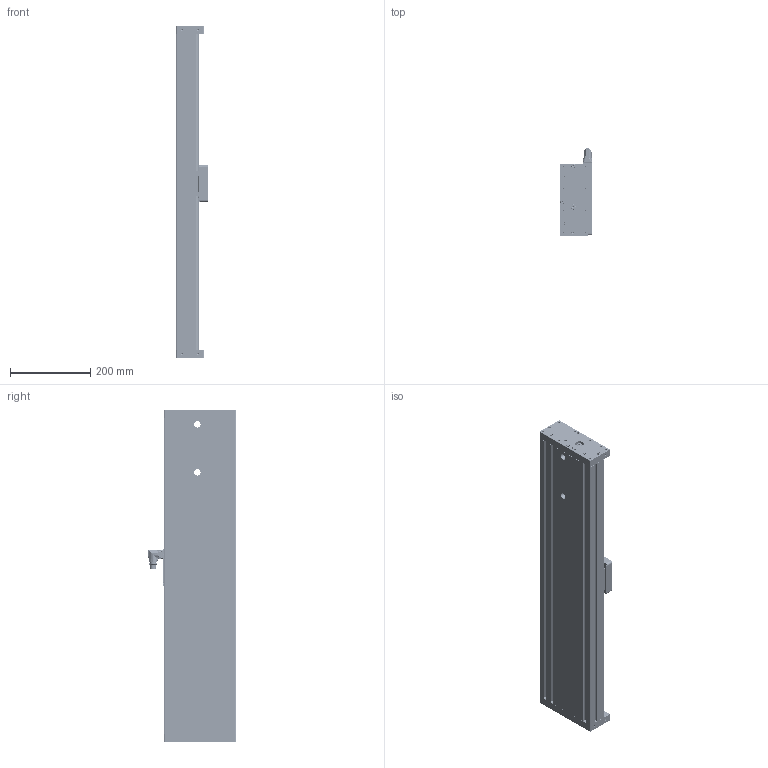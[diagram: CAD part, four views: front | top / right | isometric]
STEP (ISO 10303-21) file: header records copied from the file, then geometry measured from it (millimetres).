
FILE_DESCRIPTION (( 'STEP AP214' ), '1' );
FILE_NAME ('0186-1440_250508_EM01-37-830_695_1CE37Sx60-HP-BE01-MD01-R.STEP', '2025-05-08T11:31:36', ( '' ), ( '' ), 'SwSTEP 2.0', 'SolidWorks 2024', '' );
FILE_SCHEMA (( 'AUTOMOTIVE_DESIGN' ));
Length unit declared in the file: millimetre
Products named in the file (27): 0230-0791_Zyl.-schr_i-6kt_M4x18_12.9_schwarz; 0230-0041_zyl.-schr._i-6kt_M4x16_8.8_v-b; 0230-1151_O-Ring 19.00x3.5_NBR70_schwarz; 0230-0231_Zyl.-Stift_5x20_STAHL-GH; 0230-0037_Zyl.-Schr._i-6kt_M6x30_8.8_v-b; 0160-0074_ES01k-37Sx790_ES01k-37Sx790; 0180-3476_EM01k-37S-AV; 112739-7; 0180-2459_E01k-37Sx60-APFix-W; 0150-3128_MC01-Rw!m_KOPF; 0186-1440_250508_EM01-37-830_695_1CE37Sx60-HP-BE01-MD01-R; 0186-1746_EM01-37-830; 0230-0205_zyl.-schr._i-6kt_M5x45_8.8_v-b; 0180-3475_EM01k-37S-AH; 0230-0433_LLTHC 15 U-T0 P5; 0160-0844_Lins.-Schr_I-6rd_M2.5x8_INOX; MC01-Rw!m_fuss_Fuss; 0186-0805_PL01-20x805!760-HP-PF_PL01-20x805!760-HP-PF; 0160-0806_Kugelscheibe_M8 x17x 8.4_Stahl; 0186-1621_CE37Sx60-HP-BE01-MD01-R; 0150-4722_K05-R!N-0.18-FWK; 0160-4611_LR01-15x788; 0186-0331_PS01-37Sx60-L; 0150-2189_Hammermutter N8!M4; Baugr12^0186-1621_CE37Sx60-HP-BE01-MD01-R; 0150-3128_MC01-Rw!m_FUSS; 0230-0320_Zyl.-Schr_I-6kt_n-K_M8x25_8.8_v-b
Assembly tree (104 placements, depth 6):
  0186-1440_250508_EM01-37-830_695_1CE37Sx60-HP-BE01-MD01-R
    0186-1746_EM01-37-830
      0160-0074_ES01k-37Sx790_ES01k-37Sx790
      0180-3476_EM01k-37S-AV
      0180-3475_EM01k-37S-AH
      0230-0037_Zyl.-Schr._i-6kt_M6x30_8.8_v-b  x10
      0230-0320_Zyl.-Schr_I-6kt_n-K_M8x25_8.8_v-b
      0160-0806_Kugelscheibe_M8 x17x 8.4_Stahl  x2
      0230-0231_Zyl.-Stift_5x20_STAHL-GH  x4
      0160-4611_LR01-15x788  x2
      0186-0805_PL01-20x805!760-HP-PF_PL01-20x805!760-HP-PF
      0230-0041_zyl.-schr._i-6kt_M4x16_8.8_v-b  x26
      0150-2189_Hammermutter N8!M4  x26
      0230-1151_O-Ring 19.00x3.5_NBR70_schwarz
    0186-1621_CE37Sx60-HP-BE01-MD01-R
      Baugr12^0186-1621_CE37Sx60-HP-BE01-MD01-R
        0180-2459_E01k-37Sx60-APFix-W
        0186-0331_PS01-37Sx60-L
        0230-0205_zyl.-schr._i-6kt_M5x45_8.8_v-b  x2
        0150-4722_K05-R!N-0.18-FWK
          0160-0844_Lins.-Schr_I-6rd_M2.5x8_INOX  x4
          0150-3128_MC01-Rw!m_FUSS
            112739-7
            MC01-Rw!m_fuss_Fuss
          0150-3128_MC01-Rw!m_KOPF
            112739-7
            MC01-Rw!m_fuss_Fuss
        0230-0433_LLTHC 15 U-T0 P5  x2
        0230-0791_Zyl.-schr_i-6kt_M4x18_12.9_schwarz  x8
Bounding box: 80 x 219.85 x 830 mm (x, y, z)
Volume: 4538017.7 mm3; surface area: 1168672 mm2
Topology: 106 solids, 110 shells, 9702 faces, 22985 edges, 13644 vertices
Faces by surface type: plane 3055, cone 2781, cylinder 2670, bspline 1006, torus 186, sphere 4
Full cylindrical faces by diameter (mm): 0.6 x10, 1 x8, 1.1 x10, 2.05 x6, 2.1 x8, 2.4 x2, 2.7 x12, 3.2 x6, 3.3 x38, 4 x746, 4.2 x2, 4.3 x8, 4.5 x26, 4.8 x2, 5 x136, 5.4 x2, 5.5 x2, 6 x280, 6.4 x10, 6.6 x6, 6.8 x2, 7 x34, 7.5 x26, 8 x26, 8.4 x2, 8.5 x2, 9 x5, 10 x12, 10.5 x16, 13 x1
Entity records: 142573 total; most frequent: CARTESIAN_POINT 52886, ORIENTED_EDGE 16266, DIRECTION 14372, EDGE_CURVE 8133, VERTEX_POINT 5524, AXIS2_PLACEMENT_3D 5125, EDGE_LOOP 4641, VECTOR 4122
